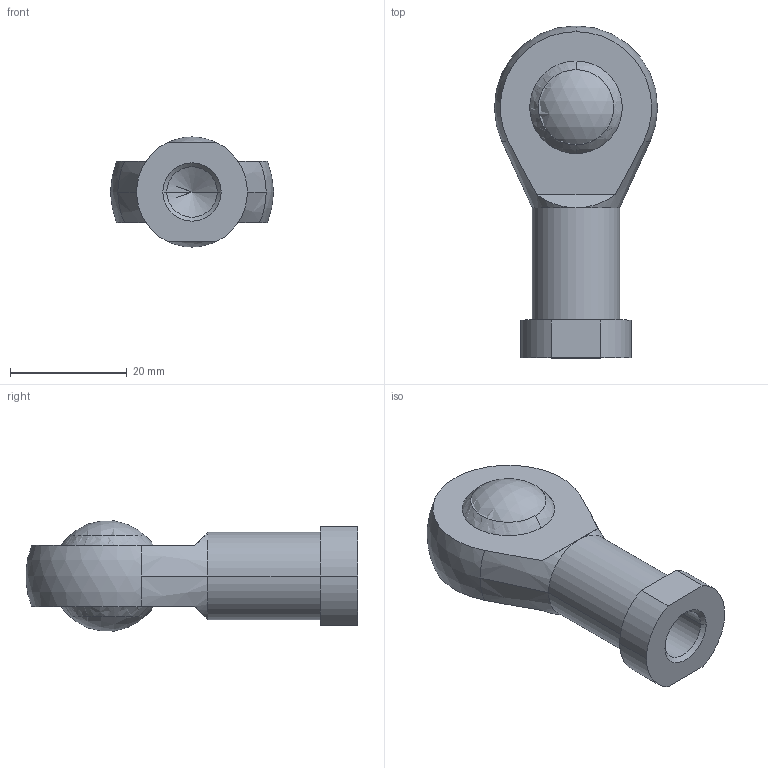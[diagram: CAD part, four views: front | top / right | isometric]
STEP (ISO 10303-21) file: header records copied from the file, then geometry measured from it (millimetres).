
FILE_DESCRIPTION(('STEP AP214'),'1');
FILE_NAME('tenon_nv032.stp','2017-07-19T14:41:03',('TraceParts'),('TraceParts S.A.'),'Spatial InterOp 3D',' ',' ');
FILE_SCHEMA(('automotive_design'));
Length unit declared in the file: millimetre
Products named in the file (2): tenon_nv032_1; tenon_nv032_2
Bounding box: 28 x 56.96 x 18.9 mm (x, y, z)
Volume: 13852.9 mm3; surface area: 6569.1 mm2
Topology: 2 solids, 2 shells, 39 faces, 101 edges, 59 vertices
Faces by surface type: cylinder 12, plane 11, cone 10, sphere 6
Entity records: 1178 total; most frequent: DIRECTION 228, CARTESIAN_POINT 199, ORIENTED_EDGE 182, AXIS2_PLACEMENT_3D 100, EDGE_CURVE 91, VERTEX_POINT 59, CIRCLE 55, EDGE_LOOP 46
